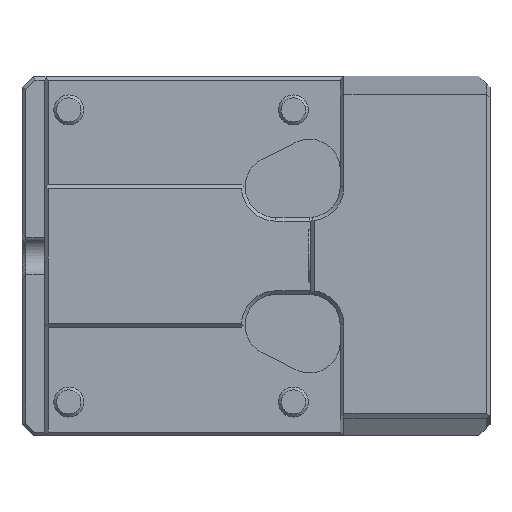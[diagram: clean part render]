
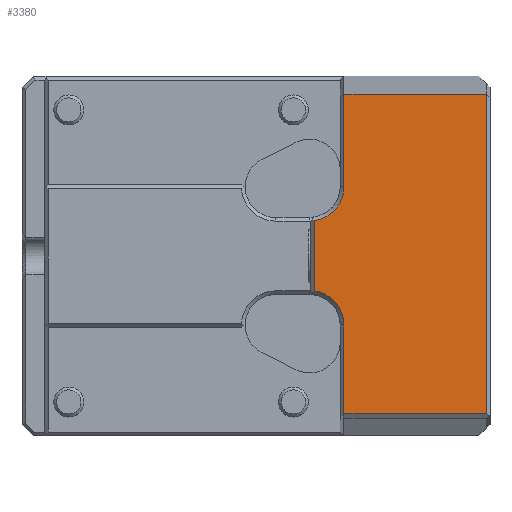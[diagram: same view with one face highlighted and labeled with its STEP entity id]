
A CAD part, top view. The second image highlights one B-rep face of the part: STEP entity #3380.
In plain terms, the highlighted planar face has unit normal (0, 0, 1).
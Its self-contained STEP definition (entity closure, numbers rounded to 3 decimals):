
#61=LINE('',#5159,#382);
#85=LINE('',#5211,#406);
#91=LINE('',#5241,#412);
#92=LINE('',#5242,#413);
#93=LINE('',#5243,#414);
#94=LINE('',#5244,#415);
#382=VECTOR('',#3997,1000.);
#406=VECTOR('',#4039,1000.);
#412=VECTOR('',#4057,1000.);
#413=VECTOR('',#4058,1000.);
#414=VECTOR('',#4059,1000.);
#415=VECTOR('',#4060,1000.);
#875=ORIENTED_EDGE('',*,*,#1789,.T.);
#876=ORIENTED_EDGE('',*,*,#1790,.T.);
#877=ORIENTED_EDGE('',*,*,#1754,.T.);
#878=ORIENTED_EDGE('',*,*,#1791,.T.);
#879=ORIENTED_EDGE('',*,*,#1779,.F.);
#880=ORIENTED_EDGE('',*,*,#1792,.T.);
#881=ORIENTED_EDGE('',*,*,#1787,.T.);
#882=ORIENTED_EDGE('',*,*,#1793,.T.);
#1754=EDGE_CURVE('',#2221,#2222,#61,.T.);
#1779=EDGE_CURVE('',#2239,#2240,#85,.T.);
#1787=EDGE_CURVE('',#2247,#2246,#2530,.T.);
#1789=EDGE_CURVE('',#2248,#2249,#2531,.T.);
#1790=EDGE_CURVE('',#2249,#2221,#91,.T.);
#1791=EDGE_CURVE('',#2222,#2240,#92,.T.);
#1792=EDGE_CURVE('',#2239,#2247,#93,.T.);
#1793=EDGE_CURVE('',#2246,#2248,#94,.T.);
#2221=VERTEX_POINT('',#5160);
#2222=VERTEX_POINT('',#5161);
#2239=VERTEX_POINT('',#5210);
#2240=VERTEX_POINT('',#5212);
#2246=VERTEX_POINT('',#5233);
#2247=VERTEX_POINT('',#5235);
#2248=VERTEX_POINT('',#5239);
#2249=VERTEX_POINT('',#5240);
#2530=CIRCLE('',#3621,9.2);
#2531=CIRCLE('',#3623,9.2);
#2664=EDGE_LOOP('',(#875,#876,#877,#878,#879,#880,#881,#882));
#2956=FACE_BOUND('',#2664,.T.);
#3236=PLANE('',#3622);
#3380=ADVANCED_FACE('',(#2956),#3236,.F.);
#3621=AXIS2_PLACEMENT_3D('',#5234,#4050,#4051);
#3622=AXIS2_PLACEMENT_3D('',#5237,#4053,#4054);
#3623=AXIS2_PLACEMENT_3D('',#5238,#4055,#4056);
#3997=DIRECTION('',(1.,0.,0.));
#4039=DIRECTION('',(1.,0.,0.));
#4050=DIRECTION('',(0.,0.,-1.));
#4051=DIRECTION('',(-1.,0.,0.));
#4053=DIRECTION('',(0.,0.,-1.));
#4054=DIRECTION('',(-1.,0.,0.));
#4055=DIRECTION('',(0.,0.,-1.));
#4056=DIRECTION('',(-1.,0.,0.));
#4057=DIRECTION('',(0.,-1.,0.));
#4058=DIRECTION('',(0.,1.,0.));
#4059=DIRECTION('',(0.,-1.,0.));
#4060=DIRECTION('',(0.,-1.,0.));
#5159=CARTESIAN_POINT('',(39.,-42.138,48.));
#5160=CARTESIAN_POINT('',(1.,-42.138,48.));
#5161=CARTESIAN_POINT('',(39.,-42.138,48.));
#5210=CARTESIAN_POINT('',(1.,43.138,48.));
#5211=CARTESIAN_POINT('',(-175.491,43.138,48.));
#5212=CARTESIAN_POINT('',(39.,43.138,48.));
#5233=CARTESIAN_POINT('',(-7.,9.379,48.));
#5234=CARTESIAN_POINT('',(-8.2,18.5,48.));
#5235=CARTESIAN_POINT('',(1.,18.5,48.));
#5237=CARTESIAN_POINT('',(40.,-48.,48.));
#5238=CARTESIAN_POINT('',(-8.2,-18.5,48.));
#5239=CARTESIAN_POINT('',(-7.,-9.379,48.));
#5240=CARTESIAN_POINT('',(1.,-18.5,48.));
#5241=CARTESIAN_POINT('',(1.,-42.103,48.));
#5242=CARTESIAN_POINT('',(39.,-48.,48.));
#5243=CARTESIAN_POINT('',(1.,18.5,48.));
#5244=CARTESIAN_POINT('',(-7.,-48.,48.));
